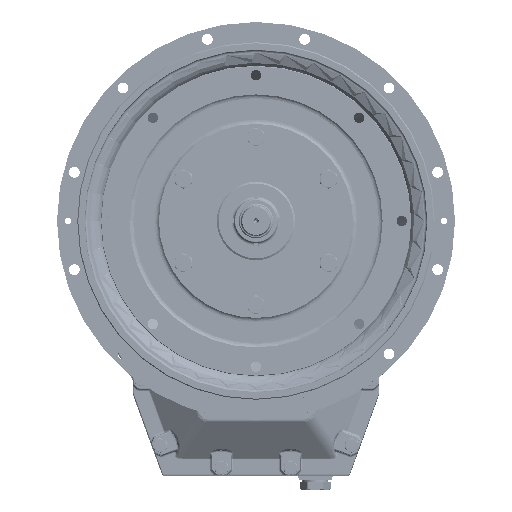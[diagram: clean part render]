
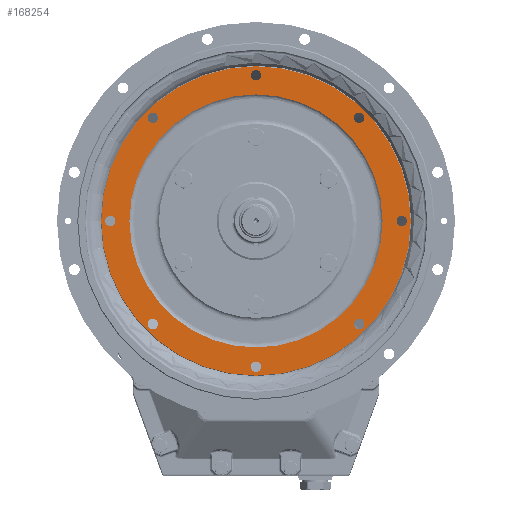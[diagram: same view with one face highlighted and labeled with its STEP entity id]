
A CAD part, top view. The second image highlights one B-rep face of the part: STEP entity #168254.
In plain terms, the highlighted planar face has unit normal (0, 0, 1).
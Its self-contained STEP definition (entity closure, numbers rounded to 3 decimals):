
#403 = FACE_BOUND ( 'NONE', #132360, .T. ) ;
#468 = AXIS2_PLACEMENT_3D ( 'NONE', #157071, #198316, #58028 ) ;
#1014 = CARTESIAN_POINT ( 'NONE',  ( 147.635, 0., 53.8 ) ) ;
#2594 = EDGE_CURVE ( 'NONE', #141604, #141604, #253399, .T. ) ;
#3548 = VERTEX_POINT ( 'NONE', #204563 ) ;
#3638 = FACE_BOUND ( 'NONE', #110085, .T. ) ;
#5159 = DIRECTION ( 'NONE',  ( 0., 0., -1. ) ) ;
#9408 = EDGE_CURVE ( 'NONE', #9887, #9887, #107337, .T. ) ;
#9887 = VERTEX_POINT ( 'NONE', #218609 ) ;
#10793 = DIRECTION ( 'NONE',  ( 0., 0., -1. ) ) ;
#11703 = EDGE_CURVE ( 'NONE', #135375, #135375, #17329, .T. ) ;
#15963 = CARTESIAN_POINT ( 'NONE',  ( -147.635, -5.25, 53.8 ) ) ;
#16270 = CIRCLE ( 'NONE', #220800, 5.25 ) ;
#17329 = CIRCLE ( 'NONE', #88778, 5.25 ) ;
#20024 = CARTESIAN_POINT ( 'NONE',  ( 0., 128.127, 53.8 ) ) ;
#23035 = ORIENTED_EDGE ( 'NONE', *, *, #9408, .T. ) ;
#23931 = EDGE_LOOP ( 'NONE', ( #98774 ) ) ;
#29348 = EDGE_LOOP ( 'NONE', ( #189616 ) ) ;
#32851 = DIRECTION ( 'NONE',  ( 0., -1., 0. ) ) ;
#34258 = VERTEX_POINT ( 'NONE', #15963 ) ;
#37095 = EDGE_CURVE ( 'NONE', #3548, #3548, #104659, .T. ) ;
#38132 = FACE_BOUND ( 'NONE', #139843, .T. ) ;
#42810 = EDGE_LOOP ( 'NONE', ( #116375 ) ) ;
#44308 = AXIS2_PLACEMENT_3D ( 'NONE', #149894, #210237, #90160 ) ;
#47303 = DIRECTION ( 'NONE',  ( 0., 0., 1. ) ) ;
#48200 = CARTESIAN_POINT ( 'NONE',  ( 0., 0., 53.8 ) ) ;
#50680 = FACE_BOUND ( 'NONE', #42810, .T. ) ;
#51668 = CARTESIAN_POINT ( 'NONE',  ( 147.635, -5.25, 53.8 ) ) ;
#52270 = CIRCLE ( 'NONE', #228594, 5.25 ) ;
#56968 = FACE_BOUND ( 'NONE', #199131, .T. ) ;
#58028 = DIRECTION ( 'NONE',  ( 0., -1., 0. ) ) ;
#59741 = DIRECTION ( 'NONE',  ( 0., 0., -1. ) ) ;
#61968 = CARTESIAN_POINT ( 'NONE',  ( 0., 147.635, 53.8 ) ) ;
#66164 = DIRECTION ( 'NONE',  ( 0., -1., 0. ) ) ;
#68719 = CARTESIAN_POINT ( 'NONE',  ( -147.635, 0., 53.8 ) ) ;
#70038 = EDGE_LOOP ( 'NONE', ( #23035 ) ) ;
#71653 = ORIENTED_EDGE ( 'NONE', *, *, #2594, .T. ) ;
#76249 = DIRECTION ( 'NONE',  ( 0., 1., 0. ) ) ;
#79758 = ORIENTED_EDGE ( 'NONE', *, *, #100330, .T. ) ;
#80144 = CARTESIAN_POINT ( 'NONE',  ( -104.394, -109.644, 53.8 ) ) ;
#84147 = ORIENTED_EDGE ( 'NONE', *, *, #92770, .T. ) ;
#88334 = VERTEX_POINT ( 'NONE', #20024 ) ;
#88778 = AXIS2_PLACEMENT_3D ( 'NONE', #61968, #222269, #165418 ) ;
#88850 = CIRCLE ( 'NONE', #138257, 5.25 ) ;
#90160 = DIRECTION ( 'NONE',  ( 0., 1., 0. ) ) ;
#92770 = EDGE_CURVE ( 'NONE', #194267, #194267, #175133, .T. ) ;
#93196 = DIRECTION ( 'NONE',  ( 0., 0., -1. ) ) ;
#95498 = DIRECTION ( 'NONE',  ( 0., 0., 1. ) ) ;
#98317 = CARTESIAN_POINT ( 'NONE',  ( 104.394, -109.644, 53.8 ) ) ;
#98455 = AXIS2_PLACEMENT_3D ( 'NONE', #234823, #95498, #76249 ) ;
#98774 = ORIENTED_EDGE ( 'NONE', *, *, #100385, .T. ) ;
#100330 = EDGE_CURVE ( 'NONE', #34258, #34258, #16270, .T. ) ;
#100385 = EDGE_CURVE ( 'NONE', #156498, #156498, #242007, .T. ) ;
#100715 = FACE_BOUND ( 'NONE', #136904, .T. ) ;
#103512 = CARTESIAN_POINT ( 'NONE',  ( -104.394, -104.394, 53.8 ) ) ;
#103964 = FACE_BOUND ( 'NONE', #29348, .T. ) ;
#104659 = CIRCLE ( 'NONE', #468, 5.25 ) ;
#107337 = CIRCLE ( 'NONE', #98455, 156.66 ) ;
#108040 = DIRECTION ( 'NONE',  ( 0., -1., 0. ) ) ;
#110085 = EDGE_LOOP ( 'NONE', ( #221928 ) ) ;
#110746 = ORIENTED_EDGE ( 'NONE', *, *, #193772, .T. ) ;
#113789 = VERTEX_POINT ( 'NONE', #142070 ) ;
#115007 = EDGE_CURVE ( 'NONE', #113789, #113789, #88850, .T. ) ;
#116375 = ORIENTED_EDGE ( 'NONE', *, *, #115007, .T. ) ;
#118868 = CARTESIAN_POINT ( 'NONE',  ( 0., 142.385, 53.8 ) ) ;
#122032 = DIRECTION ( 'NONE',  ( 0., 0., -1. ) ) ;
#125274 = DIRECTION ( 'NONE',  ( 0., -1., 0. ) ) ;
#125397 = DIRECTION ( 'NONE',  ( 0., 1., 0. ) ) ;
#126914 = AXIS2_PLACEMENT_3D ( 'NONE', #211534, #93196, #32851 ) ;
#128008 = AXIS2_PLACEMENT_3D ( 'NONE', #204084, #5159, #125274 ) ;
#132360 = EDGE_LOOP ( 'NONE', ( #110746 ) ) ;
#135375 = VERTEX_POINT ( 'NONE', #118868 ) ;
#136904 = EDGE_LOOP ( 'NONE', ( #84147 ) ) ;
#138257 = AXIS2_PLACEMENT_3D ( 'NONE', #249953, #10793, #187115 ) ;
#139495 = DIRECTION ( 'NONE',  ( 0., -1., 0. ) ) ;
#139843 = EDGE_LOOP ( 'NONE', ( #235661 ) ) ;
#141604 = VERTEX_POINT ( 'NONE', #80144 ) ;
#142070 = CARTESIAN_POINT ( 'NONE',  ( 0., -152.885, 53.8 ) ) ;
#144642 = PLANE ( 'NONE',  #191940 ) ;
#149894 = CARTESIAN_POINT ( 'NONE',  ( 0., 0., 53.8 ) ) ;
#155364 = CARTESIAN_POINT ( 'NONE',  ( 104.394, 99.144, 53.8 ) ) ;
#156498 = VERTEX_POINT ( 'NONE', #155364 ) ;
#157071 = CARTESIAN_POINT ( 'NONE',  ( -104.394, 104.394, 53.8 ) ) ;
#157339 = FACE_BOUND ( 'NONE', #23931, .T. ) ;
#163639 = FACE_BOUND ( 'NONE', #233143, .T. ) ;
#165418 = DIRECTION ( 'NONE',  ( 0., -1., 0. ) ) ;
#168254 = ADVANCED_FACE ( 'NONE', ( #157339, #103964, #38132, #163639, #56968, #50680, #244971, #3638, #403, #100715 ), #144642, .T. ) ;
#173017 = CIRCLE ( 'NONE', #44308, 128.127 ) ;
#175133 = CIRCLE ( 'NONE', #128008, 5.25 ) ;
#186380 = DIRECTION ( 'NONE',  ( 0., 0., -1. ) ) ;
#187115 = DIRECTION ( 'NONE',  ( 0., -1., 0. ) ) ;
#189616 = ORIENTED_EDGE ( 'NONE', *, *, #11703, .T. ) ;
#191940 = AXIS2_PLACEMENT_3D ( 'NONE', #48200, #47303, #125397 ) ;
#193772 = EDGE_CURVE ( 'NONE', #235895, #235895, #52270, .T. ) ;
#194267 = VERTEX_POINT ( 'NONE', #98317 ) ;
#195362 = EDGE_CURVE ( 'NONE', #88334, #88334, #173017, .T. ) ;
#198316 = DIRECTION ( 'NONE',  ( 0., 0., -1. ) ) ;
#199131 = EDGE_LOOP ( 'NONE', ( #71653 ) ) ;
#204084 = CARTESIAN_POINT ( 'NONE',  ( 104.394, -104.394, 53.8 ) ) ;
#204563 = CARTESIAN_POINT ( 'NONE',  ( -104.394, 99.144, 53.8 ) ) ;
#210237 = DIRECTION ( 'NONE',  ( 0., 0., -1. ) ) ;
#211534 = CARTESIAN_POINT ( 'NONE',  ( 104.394, 104.394, 53.8 ) ) ;
#218609 = CARTESIAN_POINT ( 'NONE',  ( 0., 156.66, 53.8 ) ) ;
#220800 = AXIS2_PLACEMENT_3D ( 'NONE', #68719, #186380, #66164 ) ;
#221928 = ORIENTED_EDGE ( 'NONE', *, *, #195362, .T. ) ;
#222269 = DIRECTION ( 'NONE',  ( 0., 0., -1. ) ) ;
#228594 = AXIS2_PLACEMENT_3D ( 'NONE', #1014, #59741, #139495 ) ;
#233094 = AXIS2_PLACEMENT_3D ( 'NONE', #103512, #122032, #108040 ) ;
#233143 = EDGE_LOOP ( 'NONE', ( #79758 ) ) ;
#234823 = CARTESIAN_POINT ( 'NONE',  ( 0., 0., 53.8 ) ) ;
#235661 = ORIENTED_EDGE ( 'NONE', *, *, #37095, .T. ) ;
#235895 = VERTEX_POINT ( 'NONE', #51668 ) ;
#242007 = CIRCLE ( 'NONE', #126914, 5.25 ) ;
#244971 = FACE_OUTER_BOUND ( 'NONE', #70038, .T. ) ;
#249953 = CARTESIAN_POINT ( 'NONE',  ( 0., -147.635, 53.8 ) ) ;
#253399 = CIRCLE ( 'NONE', #233094, 5.25 ) ;
